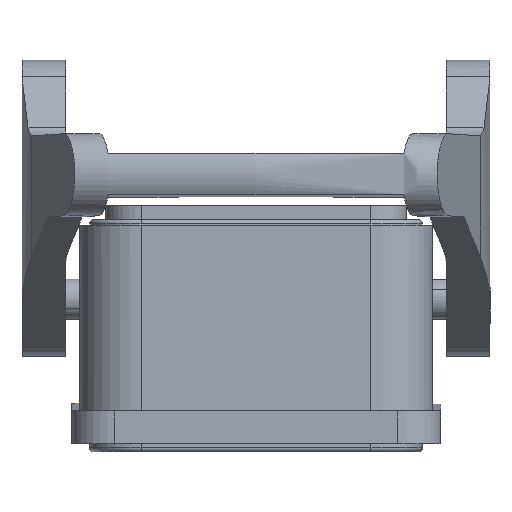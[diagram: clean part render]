
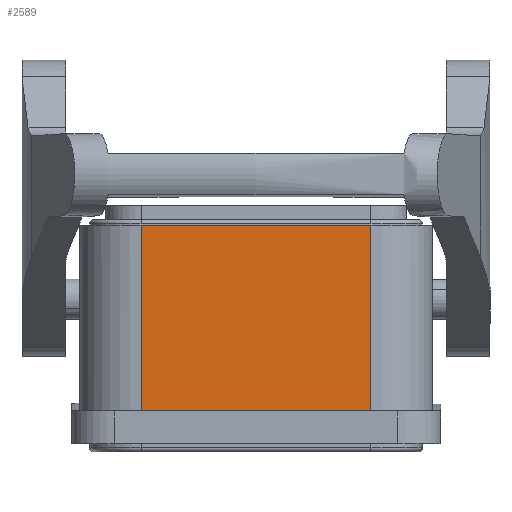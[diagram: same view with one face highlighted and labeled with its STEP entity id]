
A CAD part, front view. The second image highlights one B-rep face of the part: STEP entity #2589.
In plain terms, the highlighted planar face has unit normal (0, -1, 0).
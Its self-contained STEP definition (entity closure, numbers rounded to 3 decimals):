
#2562=AXIS2_PLACEMENT_3D('Plane Axis2P3D',#2559,#2560,#2561) ;
#2459=CARTESIAN_POINT('Vertex',(42.5,18.226,5.)) ;
#2481=CARTESIAN_POINT('Vertex',(42.5,18.226,27.6)) ;
#2484=CARTESIAN_POINT('Line Origine',(42.5,18.226,25.45)) ;
#2559=CARTESIAN_POINT('Axis2P3D Location',(7.,18.226,23.3)) ;
#2564=CARTESIAN_POINT('Line Origine',(28.5,18.226,5.)) ;
#2568=CARTESIAN_POINT('Vertex',(14.5,18.226,5.)) ;
#2571=CARTESIAN_POINT('Line Origine',(28.5,18.226,27.6)) ;
#2575=CARTESIAN_POINT('Vertex',(14.5,18.226,27.6)) ;
#2578=CARTESIAN_POINT('Line Origine',(14.5,18.226,16.3)) ;
#2485=DIRECTION('Vector Direction',(0.,0.,1.)) ;
#2560=DIRECTION('Axis2P3D Direction',(0.,1.,0.)) ;
#2561=DIRECTION('Axis2P3D XDirection',(1.,0.,0.)) ;
#2565=DIRECTION('Vector Direction',(1.,0.,0.)) ;
#2572=DIRECTION('Vector Direction',(1.,0.,0.)) ;
#2579=DIRECTION('Vector Direction',(0.,0.,-1.)) ;
#2486=VECTOR('Line Direction',#2485,1.) ;
#2566=VECTOR('Line Direction',#2565,1.) ;
#2573=VECTOR('Line Direction',#2572,1.) ;
#2580=VECTOR('Line Direction',#2579,1.) ;
#2584=ORIENTED_EDGE('',*,*,#2570,.T.) ;
#2585=ORIENTED_EDGE('',*,*,#2488,.F.) ;
#2586=ORIENTED_EDGE('',*,*,#2577,.F.) ;
#2587=ORIENTED_EDGE('',*,*,#2582,.T.) ;
#2589=ADVANCED_FACE('Hauptk\X2\00F6\X0\rper',(#2588),#2563,.F.) ;
#2488=EDGE_CURVE('',#2482,#2460,#2487,.F.) ;
#2570=EDGE_CURVE('',#2569,#2460,#2567,.T.) ;
#2577=EDGE_CURVE('',#2576,#2482,#2574,.T.) ;
#2582=EDGE_CURVE('',#2576,#2569,#2581,.T.) ;
#2583=EDGE_LOOP('',(#2584,#2585,#2586,#2587)) ;
#2588=FACE_OUTER_BOUND('',#2583,.T.) ;
#2487=LINE('Line',#2484,#2486) ;
#2567=LINE('Line',#2564,#2566) ;
#2574=LINE('Line',#2571,#2573) ;
#2581=LINE('Line',#2578,#2580) ;
#2563=PLANE('',#2562) ;
#2460=VERTEX_POINT('',#2459) ;
#2482=VERTEX_POINT('',#2481) ;
#2569=VERTEX_POINT('',#2568) ;
#2576=VERTEX_POINT('',#2575) ;
